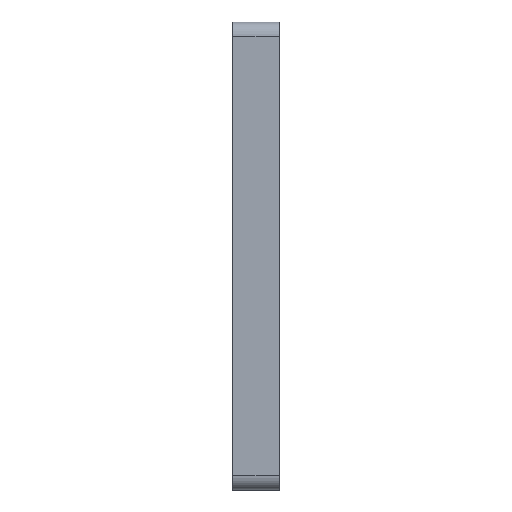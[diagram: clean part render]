
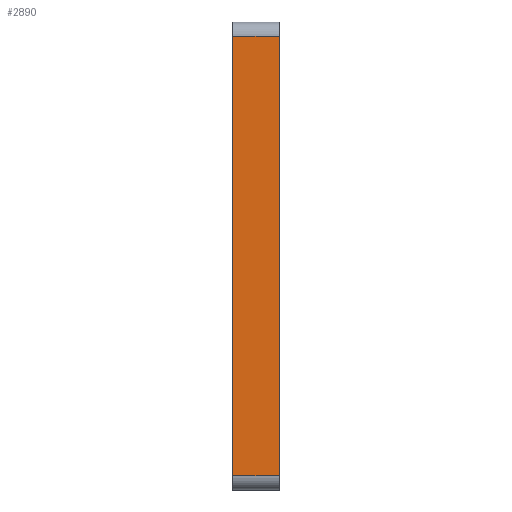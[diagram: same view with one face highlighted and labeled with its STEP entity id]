
A CAD part, front view. The second image highlights one B-rep face of the part: STEP entity #2890.
In plain terms, the highlighted planar face has unit normal (0, -1, 0).
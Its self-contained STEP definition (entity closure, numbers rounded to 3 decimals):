
#143=PLANE('',#3123);
#266=FACE_OUTER_BOUND('',#452,.T.);
#452=EDGE_LOOP('',(#2380,#2381,#2382,#2383));
#613=LINE('',#4237,#907);
#797=LINE('',#4653,#1091);
#799=LINE('',#4657,#1093);
#800=LINE('',#4658,#1094);
#907=VECTOR('',#3409,10.);
#1091=VECTOR('',#3745,10.);
#1093=VECTOR('',#3749,10.);
#1094=VECTOR('',#3750,10.);
#1330=VERTEX_POINT('',#4234);
#1331=VERTEX_POINT('',#4236);
#1487=VERTEX_POINT('',#4651);
#1488=VERTEX_POINT('',#4656);
#1616=EDGE_CURVE('',#1330,#1331,#613,.T.);
#1824=EDGE_CURVE('',#1487,#1330,#797,.T.);
#1826=EDGE_CURVE('',#1488,#1487,#799,.T.);
#1827=EDGE_CURVE('',#1331,#1488,#800,.T.);
#2380=ORIENTED_EDGE('',*,*,#1824,.F.);
#2381=ORIENTED_EDGE('',*,*,#1826,.F.);
#2382=ORIENTED_EDGE('',*,*,#1827,.F.);
#2383=ORIENTED_EDGE('',*,*,#1616,.F.);
#2890=ADVANCED_FACE('',(#266),#143,.T.);
#3123=AXIS2_PLACEMENT_3D('',#4655,#3747,#3748);
#3409=DIRECTION('',(0.,0.,1.));
#3745=DIRECTION('',(-1.,0.,0.));
#3747=DIRECTION('center_axis',(0.,-1.,0.));
#3748=DIRECTION('ref_axis',(0.,0.,
-1.));
#3749=DIRECTION('',(0.,0.,-1.));
#3750=DIRECTION('',(1.,0.,0.));
#4234=CARTESIAN_POINT('',(77.025,114.702,-13.019));
#4236=CARTESIAN_POINT('',(77.025,114.702,80.981));
#4237=CARTESIAN_POINT('',(77.025,114.702,-16.019));
#4651=CARTESIAN_POINT('',(87.025,114.702,-13.019));
#4653=CARTESIAN_POINT('',(77.025,114.702,-13.019));
#4655=CARTESIAN_POINT('Origin',(77.025,114.702,83.981));
#4656=CARTESIAN_POINT('',(87.025,114.702,80.981));
#4657=CARTESIAN_POINT('',(87.025,114.702,-16.019));
#4658=CARTESIAN_POINT('',(77.025,114.702,80.981));
